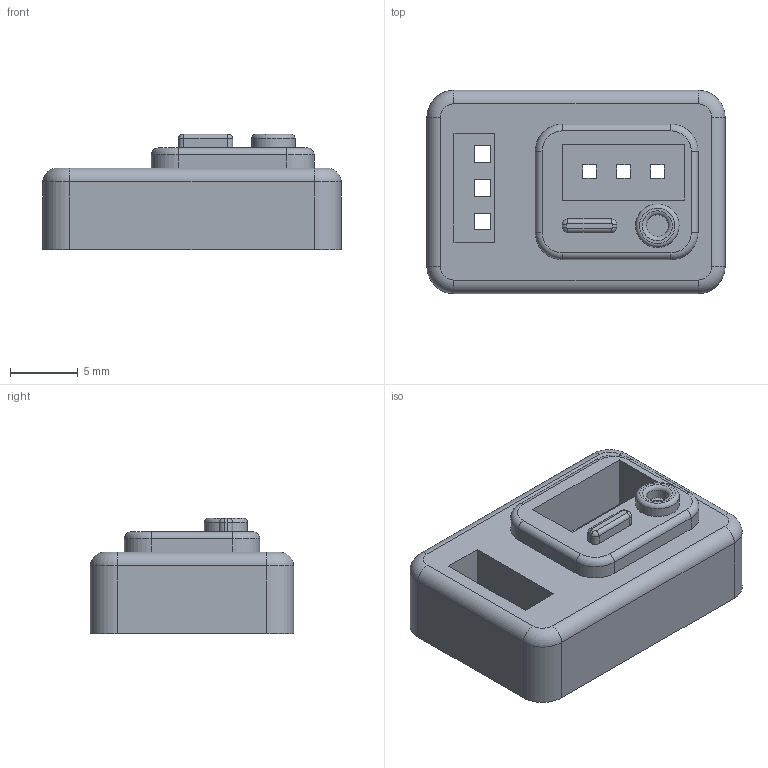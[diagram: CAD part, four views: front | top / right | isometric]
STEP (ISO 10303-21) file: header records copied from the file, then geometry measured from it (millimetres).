
FILE_DESCRIPTION(('FreeCAD Model'),'2;1');
FILE_NAME('PCBPrint interruptor conmutador.step','2020-04-28T18:55:32',( 'Author'),(''),'Open CASCADE STEP processor 7.3','FreeCAD','Unknown' );
FILE_SCHEMA(('AUTOMOTIVE_DESIGN { 1 0 10303 214 1 1 1 1 }'));
Length unit declared in the file: millimetre
Products named in the file (1): Cuerpo
Bounding box: 22 x 15 x 8.5 mm (x, y, z)
Volume: 1674.3 mm3; surface area: 1525.4 mm2
Topology: 1 solids, 1 shells, 113 faces, 286 edges, 182 vertices
Faces by surface type: plane 73, cylinder 26, torus 10, revolution 4
Full cylindrical faces by diameter (mm): 1.6 x1, 3.2 x1
Entity records: 7031 total; most frequent: CARTESIAN_POINT 1410, DIRECTION 982, LINE 606, VECTOR 606, ORIENTED_EDGE 572, PCURVE 572, DEFINITIONAL_REPRESENTATION 572, EDGE_CURVE 286
